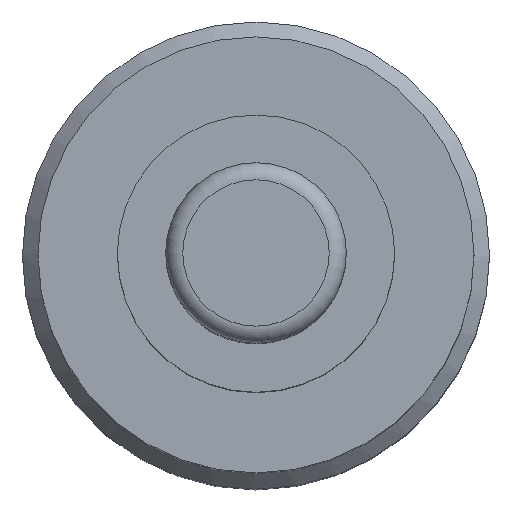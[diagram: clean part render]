
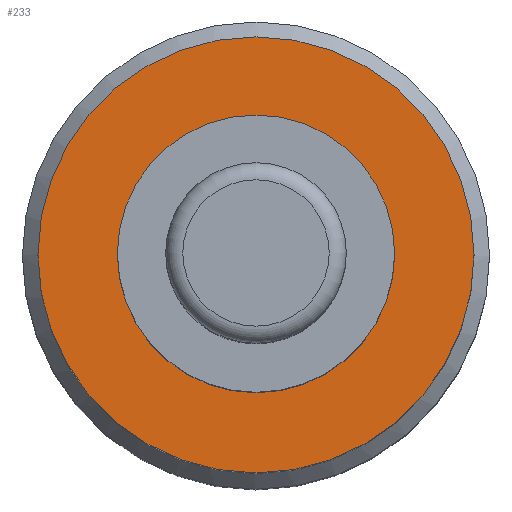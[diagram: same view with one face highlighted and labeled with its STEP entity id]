
A CAD part, top view. The second image highlights one B-rep face of the part: STEP entity #233.
In plain terms, the highlighted planar face has unit normal (0, 0, 1).
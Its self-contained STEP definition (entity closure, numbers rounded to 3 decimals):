
#136=PLANE('',#789);
#233=ADVANCED_FACE('0',(#285,#286),#136,.T.);
#285=FACE_BOUND('',#350,.T.);
#286=FACE_BOUND('',#351,.T.);
#350=EDGE_LOOP('',(#520));
#351=EDGE_LOOP('',(#521));
#520=ORIENTED_EDGE('',*,*,#598,.T.);
#521=ORIENTED_EDGE('',*,*,#671,.F.);
#540=VERTEX_POINT('',#1061);
#586=VERTEX_POINT('',#1775);
#598=EDGE_CURVE('',#540,#540,#682,.T.);
#671=EDGE_CURVE('',#586,#586,#710,.T.);
#682=CIRCLE('',#724,40.5);
#710=CIRCLE('',#786,70.);
#724=AXIS2_PLACEMENT_3D('',#1060,#820,#821);
#786=AXIS2_PLACEMENT_3D('',#1774,#963,#964);
#789=AXIS2_PLACEMENT_3D('',#1778,#969,#970);
#820=DIRECTION('',(0.,0.,-1.));
#821=DIRECTION('',(1.,0.,0.));
#963=DIRECTION('',(0.,0.,-1.));
#964=DIRECTION('',(1.,0.,0.));
#969=DIRECTION('',(0.,0.,1.));
#970=DIRECTION('',(1.,0.,0.));
#1060=CARTESIAN_POINT('',(0.,0.,272.));
#1061=CARTESIAN_POINT('',(40.5,0.,272.));
#1774=CARTESIAN_POINT('',(0.,0.,272.));
#1775=CARTESIAN_POINT('',(70.,0.,272.));
#1778=CARTESIAN_POINT('',(0.,0.,272.));
